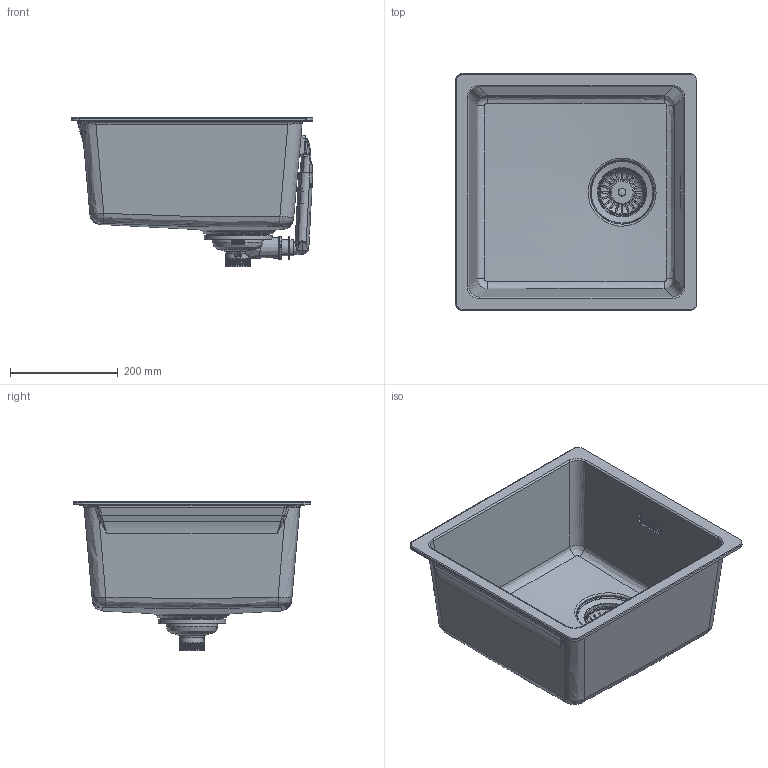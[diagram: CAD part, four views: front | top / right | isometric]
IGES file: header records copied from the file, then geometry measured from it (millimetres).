
Global section: file name: 20253580_ipt_000; native system: Autodesk Inventor 2023; preprocessor: unknown; date: 20230620.091807; units: millimetre
Bounding box: 448.26 x 440 x 277.17 mm (x, y, z)
Volume: 3652711.5 mm3; surface area: 1007141.5 mm2
Topology: 4 solids, 9 shells, 1970 faces, 5494 edges, 3587 vertices
Faces by surface type: bspline 1970
